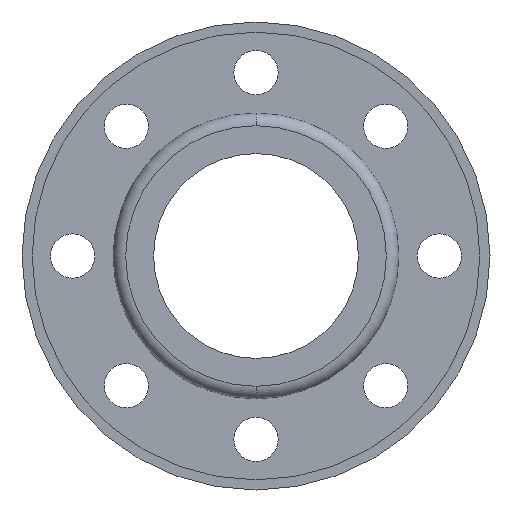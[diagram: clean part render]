
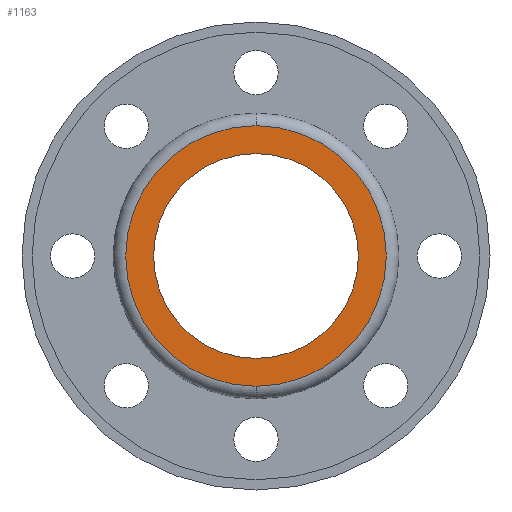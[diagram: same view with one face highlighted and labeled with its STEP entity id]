
A CAD part, front view. The second image highlights one B-rep face of the part: STEP entity #1163.
In plain terms, the highlighted planar face has unit normal (0, -1, 0).
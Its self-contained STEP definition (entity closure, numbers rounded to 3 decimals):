
#23 = CARTESIAN_POINT ( 'NONE',  ( 0., 0., 0. ) ) ;
#38 = CARTESIAN_POINT ( 'NONE',  ( 0., 0., 0. ) ) ;
#39 = EDGE_LOOP ( 'NONE', ( #740, #197 ) ) ;
#58 = DIRECTION ( 'NONE',  ( 0., 1., 0. ) ) ;
#69 = CARTESIAN_POINT ( 'NONE',  ( 0., 0., 0. ) ) ;
#89 = VERTEX_POINT ( 'NONE', #492 ) ;
#102 = VERTEX_POINT ( 'NONE', #1064 ) ;
#127 = VERTEX_POINT ( 'NONE', #646 ) ;
#133 = DIRECTION ( 'NONE',  ( 0., 1., 0. ) ) ;
#158 = CARTESIAN_POINT ( 'NONE',  ( 0., 0., -51.5 ) ) ;
#197 = ORIENTED_EDGE ( 'NONE', *, *, #357, .F. ) ;
#221 = DIRECTION ( 'NONE',  ( 0., 0., 1. ) ) ;
#229 = ORIENTED_EDGE ( 'NONE', *, *, #1027, .T. ) ;
#265 = CIRCLE ( 'NONE', #280, 40.5 ) ;
#280 = AXIS2_PLACEMENT_3D ( 'NONE', #23, #133, #505 ) ;
#332 = PLANE ( 'NONE',  #825 ) ;
#349 = CARTESIAN_POINT ( 'NONE',  ( 0., 0., 0. ) ) ;
#357 = EDGE_CURVE ( 'NONE', #671, #102, #405, .T. ) ;
#405 = CIRCLE ( 'NONE', #773, 51.5 ) ;
#429 = FACE_OUTER_BOUND ( 'NONE', #39, .T. ) ;
#492 = CARTESIAN_POINT ( 'NONE',  ( 0., 0., 40.5 ) ) ;
#505 = DIRECTION ( 'NONE',  ( 0., 0., 1. ) ) ;
#601 = FACE_BOUND ( 'NONE', #759, .T. ) ;
#646 = CARTESIAN_POINT ( 'NONE',  ( 0., 0., -40.5 ) ) ;
#669 = CIRCLE ( 'NONE', #726, 40.5 ) ;
#671 = VERTEX_POINT ( 'NONE', #158 ) ;
#703 = CARTESIAN_POINT ( 'NONE',  ( -51.5, 0., 0. ) ) ;
#719 = DIRECTION ( 'NONE',  ( 0., 0., 1. ) ) ;
#726 = AXIS2_PLACEMENT_3D ( 'NONE', #69, #58, #1113 ) ;
#740 = ORIENTED_EDGE ( 'NONE', *, *, #1055, .F. ) ;
#759 = EDGE_LOOP ( 'NONE', ( #229, #1044 ) ) ;
#773 = AXIS2_PLACEMENT_3D ( 'NONE', #38, #1086, #221 ) ;
#802 = DIRECTION ( 'NONE',  ( 0., 0., -1. ) ) ;
#825 = AXIS2_PLACEMENT_3D ( 'NONE', #703, #1083, #802 ) ;
#845 = CIRCLE ( 'NONE', #1151, 51.5 ) ;
#1027 = EDGE_CURVE ( 'NONE', #89, #127, #669, .T. ) ;
#1044 = ORIENTED_EDGE ( 'NONE', *, *, #1128, .T. ) ;
#1055 = EDGE_CURVE ( 'NONE', #102, #671, #845, .T. ) ;
#1064 = CARTESIAN_POINT ( 'NONE',  ( 0., 0., 51.5 ) ) ;
#1083 = DIRECTION ( 'NONE',  ( 0., -1., 0. ) ) ;
#1086 = DIRECTION ( 'NONE',  ( 0., 1., 0. ) ) ;
#1102 = DIRECTION ( 'NONE',  ( 0., 1., 0. ) ) ;
#1113 = DIRECTION ( 'NONE',  ( 0., 0., 1. ) ) ;
#1128 = EDGE_CURVE ( 'NONE', #127, #89, #265, .T. ) ;
#1151 = AXIS2_PLACEMENT_3D ( 'NONE', #349, #1102, #719 ) ;
#1163 = ADVANCED_FACE ( 'NONE', ( #601, #429 ), #332, .T. ) ;
